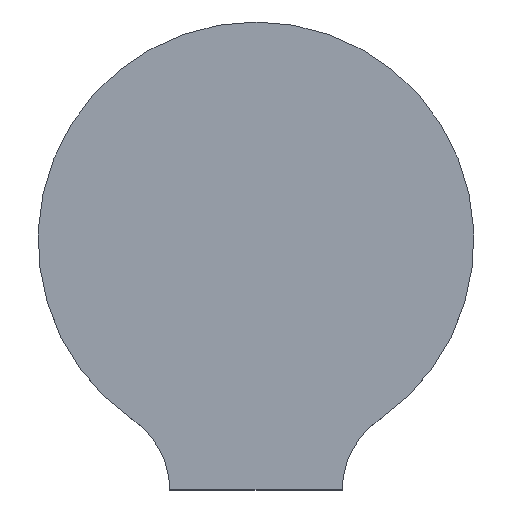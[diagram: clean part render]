
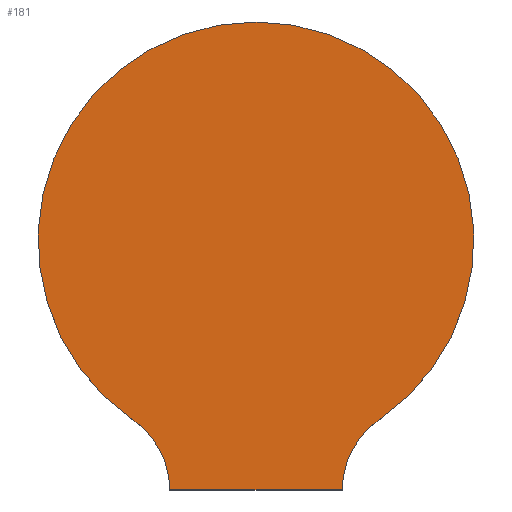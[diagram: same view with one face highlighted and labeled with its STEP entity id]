
A CAD part, top view. The second image highlights one B-rep face of the part: STEP entity #181.
In plain terms, the highlighted planar face has unit normal (0, 0, 1).
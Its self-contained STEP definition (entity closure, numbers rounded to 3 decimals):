
#46 = VERTEX_POINT('',#47);
#47 = CARTESIAN_POINT('',(10.003,-14.602,1.));
#53 = EDGE_CURVE('',#46,#54,#56,.T.);
#54 = VERTEX_POINT('',#55);
#55 = CARTESIAN_POINT('',(-10.003,-14.602,1.));
#56 = CIRCLE('',#57,17.7);
#57 = AXIS2_PLACEMENT_3D('',#58,#59,#60);
#58 = CARTESIAN_POINT('',(0.,0.,1.));
#59 = DIRECTION('',(0.,0.,1.));
#60 = DIRECTION('',(1.,0.,0.));
#88 = VERTEX_POINT('',#89);
#89 = CARTESIAN_POINT('',(-7.,-20.3,1.));
#95 = EDGE_CURVE('',#88,#54,#96,.T.);
#96 = CIRCLE('',#97,6.907);
#97 = AXIS2_PLACEMENT_3D('',#98,#99,#100);
#98 = CARTESIAN_POINT('',(-13.907,-20.3,1.));
#99 = DIRECTION('',(0.,0.,1.));
#100 = DIRECTION('',(1.,0.,0.));
#119 = EDGE_CURVE('',#88,#120,#122,.T.);
#120 = VERTEX_POINT('',#121);
#121 = CARTESIAN_POINT('',(7.,-20.3,1.));
#122 = LINE('',#123,#124);
#123 = CARTESIAN_POINT('',(-7.,-20.3,1.));
#124 = VECTOR('',#125,1.);
#125 = DIRECTION('',(1.,0.,0.));
#150 = EDGE_CURVE('',#46,#120,#151,.T.);
#151 = CIRCLE('',#152,6.907);
#152 = AXIS2_PLACEMENT_3D('',#153,#154,#155);
#153 = CARTESIAN_POINT('',(13.907,-20.3,1.));
#154 = DIRECTION('',(0.,0.,1.));
#155 = DIRECTION('',(1.,0.,0.));
#181 = ADVANCED_FACE('',(#182),#188,.T.);
#182 = FACE_BOUND('',#183,.T.);
#183 = EDGE_LOOP('',(#184,#185,#186,#187));
#184 = ORIENTED_EDGE('',*,*,#53,.T.);
#185 = ORIENTED_EDGE('',*,*,#95,.F.);
#186 = ORIENTED_EDGE('',*,*,#119,.T.);
#187 = ORIENTED_EDGE('',*,*,#150,.F.);
#188 = PLANE('',#189);
#189 = AXIS2_PLACEMENT_3D('',#190,#191,#192);
#190 = CARTESIAN_POINT('',(0.,-2.615,1.));
#191 = DIRECTION('',(0.,0.,1.));
#192 = DIRECTION('',(1.,0.,0.));
